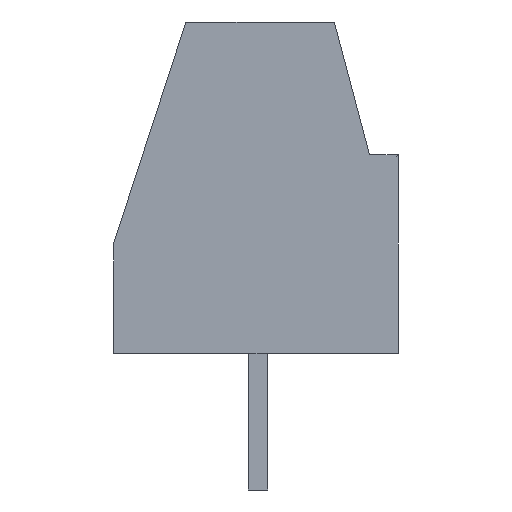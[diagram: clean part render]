
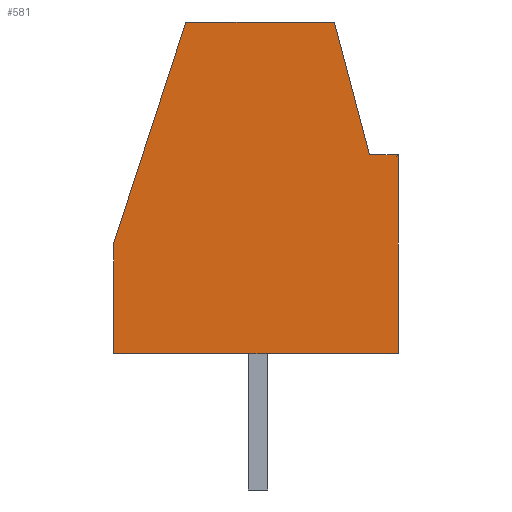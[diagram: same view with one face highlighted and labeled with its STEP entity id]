
A CAD part, left-side view. The second image highlights one B-rep face of the part: STEP entity #581.
In plain terms, the highlighted planar face has unit normal (-1, 0, 0).
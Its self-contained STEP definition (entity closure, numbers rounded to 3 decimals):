
#13=DIRECTION('',(0.,0.,1.));
#21=EDGE_CURVE('',#22,#24,#26,.T.);
#22=VERTEX_POINT('',#23);
#23=CARTESIAN_POINT('',(-1.905,-3.6,0.));
#24=VERTEX_POINT('',#25);
#25=CARTESIAN_POINT('',(-1.905,3.7,0.));
#26=LINE('',#23,#27);
#27=VECTOR('',#28,1.);
#28=DIRECTION('',(0.,1.,0.));
#35=DIRECTION('',(1.,0.,0.));
#331=VECTOR('',#332,1.);
#332=DIRECTION('',(0.,-1.,0.));
#581=ADVANCED_FACE('',(#582),#622,.F.);
#582=FACE_BOUND('',#583,.F.);
#583=EDGE_LOOP('',(#584,#591,#597,#598,#604,#611,#617));
#584=ORIENTED_EDGE('',*,*,#585,.T.);
#585=EDGE_CURVE('',#586,#588,#590,.T.);
#586=VERTEX_POINT('',#587);
#587=CARTESIAN_POINT('',(-1.905,-2.86,5.1));
#588=VERTEX_POINT('',#589);
#589=CARTESIAN_POINT('',(-1.905,-3.6,5.1));
#590=LINE('',#587,#331);
#591=ORIENTED_EDGE('',*,*,#592,.T.);
#592=EDGE_CURVE('',#588,#22,#593,.T.);
#593=LINE('',#594,#595);
#594=CARTESIAN_POINT('',(-1.905,-3.6,8.5));
#595=VECTOR('',#596,1.);
#596=DIRECTION('',(0.,0.,-1.));
#597=ORIENTED_EDGE('',*,*,#21,.T.);
#598=ORIENTED_EDGE('',*,*,#599,.T.);
#599=EDGE_CURVE('',#24,#600,#602,.T.);
#600=VERTEX_POINT('',#601);
#601=CARTESIAN_POINT('',(-1.905,3.7,2.81));
#602=LINE('',#25,#603);
#603=VECTOR('',#13,1.);
#604=ORIENTED_EDGE('',*,*,#605,.F.);
#605=EDGE_CURVE('',#606,#600,#608,.T.);
#606=VERTEX_POINT('',#607);
#607=CARTESIAN_POINT('',(-1.905,1.85,8.5));
#608=LINE('',#607,#609);
#609=VECTOR('',#610,1.);
#610=DIRECTION('',(0.,0.309,-0.951));
#611=ORIENTED_EDGE('',*,*,#612,.T.);
#612=EDGE_CURVE('',#606,#613,#615,.T.);
#613=VERTEX_POINT('',#614);
#614=CARTESIAN_POINT('',(-1.905,-1.96,8.5));
#615=LINE('',#616,#331);
#616=CARTESIAN_POINT('',(-1.905,3.7,8.5));
#617=ORIENTED_EDGE('',*,*,#618,.T.);
#618=EDGE_CURVE('',#613,#586,#619,.T.);
#619=LINE('',#614,#620);
#620=VECTOR('',#621,1.);
#621=DIRECTION('',(0.,-0.256,-0.967));
#622=PLANE('',#623);
#623=AXIS2_PLACEMENT_3D('',#624,#35,#625);
#624=CARTESIAN_POINT('',(-1.905,0.05,4.25));
#625=DIRECTION('',(-0.,0.,1.));
